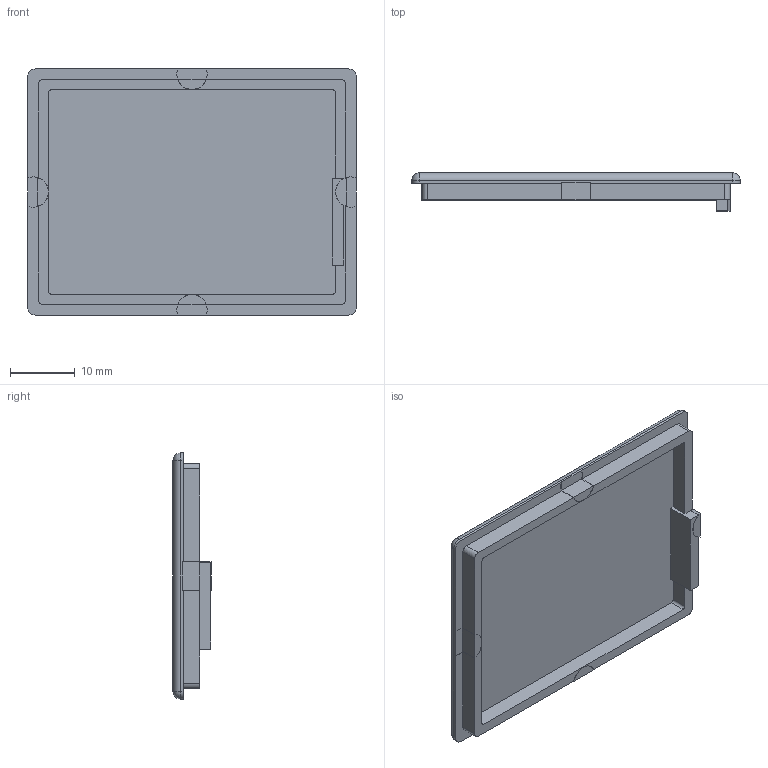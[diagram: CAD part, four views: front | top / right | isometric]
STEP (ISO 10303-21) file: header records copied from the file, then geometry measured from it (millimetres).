
FILE_DESCRIPTION (( 'STEP AP214' ), '1' );
FILE_NAME ('C-1502.STEP', '2010-07-15T18:03:12', ( '' ), ( '' ), 'SwSTEP 2.0', 'SolidWorks 2010', '' );
FILE_SCHEMA (( 'AUTOMOTIVE_DESIGN' ));
Length unit declared in the file: inch
Products named in the file (1): C-1502
Bounding box: 50.7 x 5.87 x 38 mm (x, y, z)
Volume: 3689.5 mm3; surface area: 4901.2 mm2
Topology: 1 solids, 1 shells, 77 faces, 209 edges, 130 vertices
Faces by surface type: plane 42, cylinder 31, sphere 4
Entity records: 2431 total; most frequent: DIRECTION 433, CARTESIAN_POINT 413, ORIENTED_EDGE 410, EDGE_CURVE 205, AXIS2_PLACEMENT_3D 150, VECTOR 133, LINE 133, VERTEX_POINT 130
